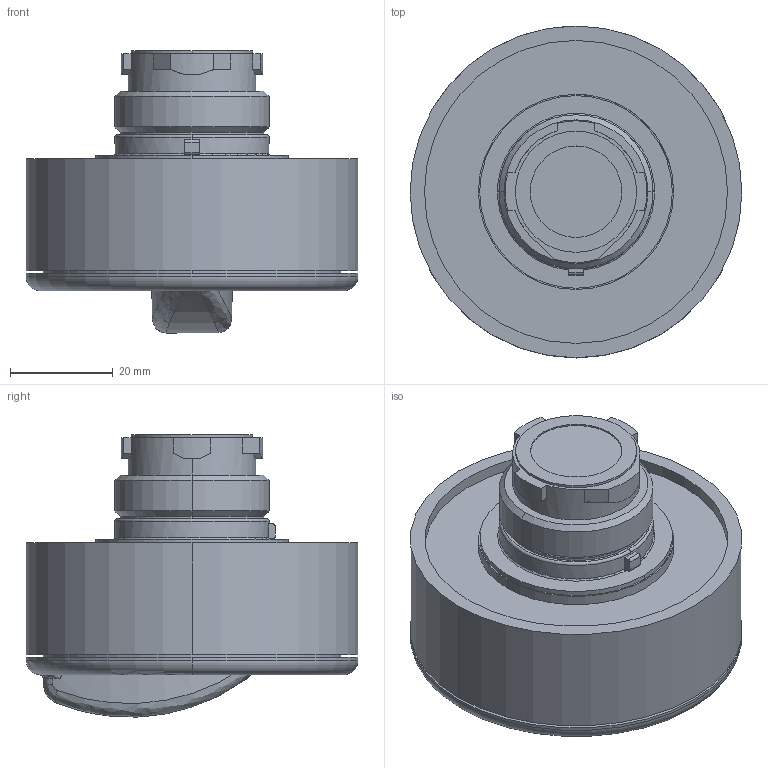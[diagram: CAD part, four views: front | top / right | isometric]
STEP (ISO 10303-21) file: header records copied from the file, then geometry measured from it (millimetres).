
FILE_DESCRIPTION((''),'2;1');
FILE_NAME('05-1141-0467_EINSATZGEH_STW_GR','2023-09-26T11:33:57',('Beil'),(''),'CREO PARAMETRIC BY PTC INC, 2019030','CREO PARAMETRIC BY PTC INC, 2019030','');
FILE_SCHEMA(('CONFIG_CONTROL_DESIGN','SHAPE_APPEARANCE_LAYERS_GROUPS'));
Length unit declared in the file: millimetre
Products named in the file (1): 05-1141-0467_EINSATZGEH_STW_GR
Bounding box: 64.6 x 64.6 x 54.92 mm (x, y, z)
Volume: 71101.5 mm3; surface area: 26669.5 mm2
Topology: 1 solids, 1 shells, 228 faces, 585 edges, 376 vertices
Faces by surface type: plane 79, cylinder 65, bspline 37, extrusion 20, torus 17, cone 8, sphere 2
Entity records: 12281 total; most frequent: CARTESIAN_POINT 3125, ORIENTED_EDGE 1170, DIRECTION 1006, PRESENTATION_STYLE_ASSIGNMENT 753, STYLED_ITEM 586, CURVE_STYLE 585, EDGE_CURVE 585, AXIS2_PLACEMENT_3D 379
